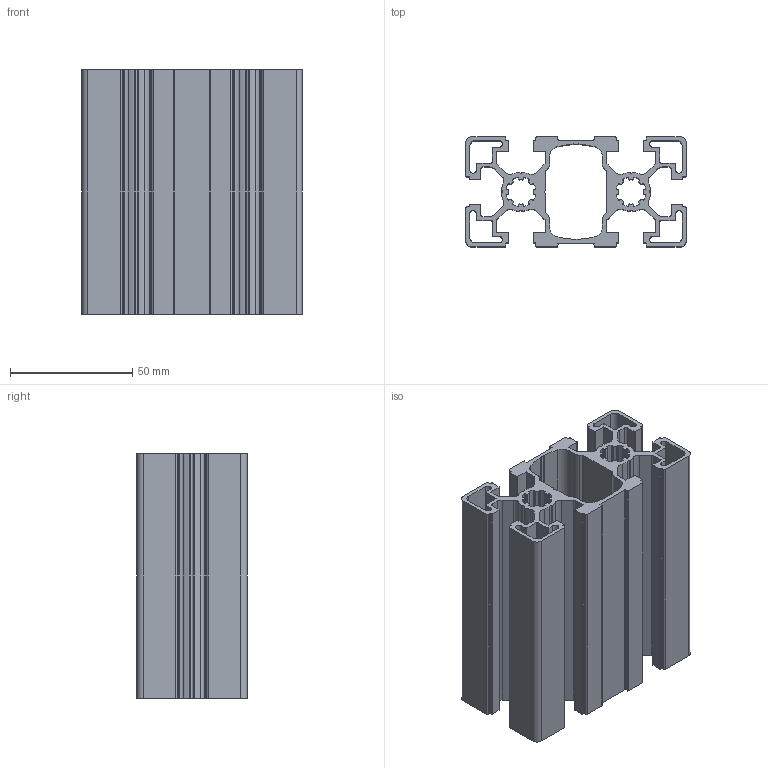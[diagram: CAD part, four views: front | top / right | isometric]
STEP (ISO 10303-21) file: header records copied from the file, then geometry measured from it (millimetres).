
FILE_DESCRIPTION(/* description */ (''),/* implementation_level */ '2;1');
FILE_NAME(/* name */ 'BPRDD0000190.stp',/* time_stamp */ '2017-07-13T11:08:41+02:00',/* author */ ('fzagni'),/* organization */ (''),/* preprocessor_version */ 'ST-DEVELOPER v16.1',/* originating_system */ 'Autodesk Inventor 2016',/* authorisation */ '');
FILE_SCHEMA (('AUTOMOTIVE_DESIGN { 1 0 10303 214 3 1 1 }'));
Length unit declared in the file: millimetre
Products named in the file (1): BPRDD0000181
Bounding box: 90 x 45 x 100 mm (x, y, z)
Volume: 113456 mm3; surface area: 96728.9 mm2
Topology: 1 solids, 1 shells, 422 faces, 1260 edges, 840 vertices
Faces by surface type: cylinder 257, plane 165
Entity records: 14450 total; most frequent: DIRECTION 2620, CARTESIAN_POINT 2523, ORIENTED_EDGE 2520, EDGE_CURVE 1260, AXIS2_PLACEMENT_3D 937, VERTEX_POINT 840, LINE 746, VECTOR 746
